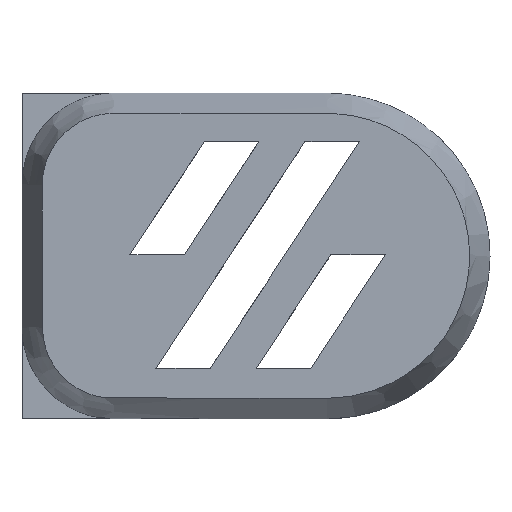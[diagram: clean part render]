
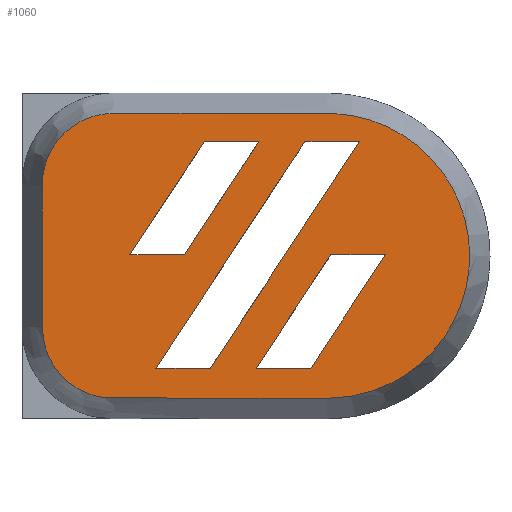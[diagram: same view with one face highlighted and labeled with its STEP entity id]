
A CAD part, top view. The second image highlights one B-rep face of the part: STEP entity #1060.
In plain terms, the highlighted planar face has unit normal (0, 0, 1).
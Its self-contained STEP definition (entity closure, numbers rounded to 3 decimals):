
#20=FACE_BOUND('',#152,.T.);
#21=FACE_BOUND('',#153,.T.);
#22=FACE_BOUND('',#154,.T.);
#54=PLANE('',#1136);
#94=FACE_OUTER_BOUND('',#151,.T.);
#151=EDGE_LOOP('',(#771));
#152=EDGE_LOOP('',(#772,#773,#774,#775));
#153=EDGE_LOOP('',(#776,#777,#778,#779));
#154=EDGE_LOOP('',(#780,#781,#782,#783));
#208=B_SPLINE_CURVE_WITH_KNOTS('',3,(#1656,#1657,#1658,#1659,#1660,#1661,
#1662,#1663,#1664,#1665,#1666,#1667,#1668,#1669,#1670,#1671,#1672,#1673,
#1674,#1675,#1676,#1677,#1678,#1679,#1680,#1681,#1682,#1683,#1684,#1685),
 .UNSPECIFIED.,.T.,.F.,(4,1,1,1,1,1,1,1,2,1,2,1,1,1,2,1,2,1,1,1,1,2,4),
(0.,0.046,0.092,0.138,0.184,
0.229,0.275,0.321,0.367,
0.449,0.531,0.556,0.58,
0.604,0.629,0.684,0.738,
0.763,0.775,0.787,0.811,
0.836,1.),.UNSPECIFIED.);
#284=LINE('',#1798,#374);
#285=LINE('',#1800,#375);
#286=LINE('',#1802,#376);
#287=LINE('',#1803,#377);
#288=LINE('',#1806,#378);
#289=LINE('',#1808,#379);
#290=LINE('',#1810,#380);
#291=LINE('',#1811,#381);
#292=LINE('',#1814,#382);
#293=LINE('',#1816,#383);
#294=LINE('',#1818,#384);
#295=LINE('',#1819,#385);
#374=VECTOR('',#1217,10.);
#375=VECTOR('',#1218,10.);
#376=VECTOR('',#1219,10.);
#377=VECTOR('',#1220,10.);
#378=VECTOR('',#1221,10.);
#379=VECTOR('',#1222,10.);
#380=VECTOR('',#1223,10.);
#381=VECTOR('',#1224,10.);
#382=VECTOR('',#1225,10.);
#383=VECTOR('',#1226,10.);
#384=VECTOR('',#1227,10.);
#385=VECTOR('',#1228,10.);
#463=VERTEX_POINT('',#1655);
#467=VERTEX_POINT('',#1796);
#468=VERTEX_POINT('',#1797);
#469=VERTEX_POINT('',#1799);
#470=VERTEX_POINT('',#1801);
#471=VERTEX_POINT('',#1804);
#472=VERTEX_POINT('',#1805);
#473=VERTEX_POINT('',#1807);
#474=VERTEX_POINT('',#1809);
#475=VERTEX_POINT('',#1812);
#476=VERTEX_POINT('',#1813);
#477=VERTEX_POINT('',#1815);
#478=VERTEX_POINT('',#1817);
#578=EDGE_CURVE('',#463,#463,#208,.T.);
#583=EDGE_CURVE('',#467,#468,#284,.T.);
#584=EDGE_CURVE('',#468,#469,#285,.T.);
#585=EDGE_CURVE('',#469,#470,#286,.T.);
#586=EDGE_CURVE('',#470,#467,#287,.T.);
#587=EDGE_CURVE('',#471,#472,#288,.T.);
#588=EDGE_CURVE('',#472,#473,#289,.T.);
#589=EDGE_CURVE('',#473,#474,#290,.T.);
#590=EDGE_CURVE('',#474,#471,#291,.T.);
#591=EDGE_CURVE('',#475,#476,#292,.T.);
#592=EDGE_CURVE('',#476,#477,#293,.T.);
#593=EDGE_CURVE('',#477,#478,#294,.T.);
#594=EDGE_CURVE('',#478,#475,#295,.T.);
#771=ORIENTED_EDGE('',*,*,#578,.T.);
#772=ORIENTED_EDGE('',*,*,#583,.T.);
#773=ORIENTED_EDGE('',*,*,#584,.T.);
#774=ORIENTED_EDGE('',*,*,#585,.T.);
#775=ORIENTED_EDGE('',*,*,#586,.T.);
#776=ORIENTED_EDGE('',*,*,#587,.T.);
#777=ORIENTED_EDGE('',*,*,#588,.T.);
#778=ORIENTED_EDGE('',*,*,#589,.T.);
#779=ORIENTED_EDGE('',*,*,#590,.T.);
#780=ORIENTED_EDGE('',*,*,#591,.T.);
#781=ORIENTED_EDGE('',*,*,#592,.T.);
#782=ORIENTED_EDGE('',*,*,#593,.T.);
#783=ORIENTED_EDGE('',*,*,#594,.T.);
#1060=ADVANCED_FACE('',(#94,#20,#21,#22),#54,.T.);
#1136=AXIS2_PLACEMENT_3D('',#1795,#1215,#1216);
#1215=DIRECTION('center_axis',(0.,0.,1.));
#1216=DIRECTION('ref_axis',(1.,0.,0.));
#1217=DIRECTION('',(-1.,0.,0.));
#1218=DIRECTION('',(0.549,0.836,0.));
#1219=DIRECTION('',(1.,0.,0.));
#1220=DIRECTION('',(-0.549,-0.836,0.));
#1221=DIRECTION('',(-0.549,-0.836,0.));
#1222=DIRECTION('',(-1.,0.,0.));
#1223=DIRECTION('',(0.549,0.836,0.));
#1224=DIRECTION('',(1.,0.,0.));
#1225=DIRECTION('',(0.549,0.836,0.));
#1226=DIRECTION('',(1.,0.,0.));
#1227=DIRECTION('',(-0.549,-0.836,0.));
#1228=DIRECTION('',(-1.,0.,0.));
#1655=CARTESIAN_POINT('',(30.,2.,5.4));
#1656=CARTESIAN_POINT('Ctrl Pts',(30.,2.,5.4));
#1657=CARTESIAN_POINT('Ctrl Pts',(31.833,2.,5.4));
#1658=CARTESIAN_POINT('Ctrl Pts',(35.497,2.729,5.4));
#1659=CARTESIAN_POINT('Ctrl Pts',(40.158,5.842,5.4));
#1660=CARTESIAN_POINT('Ctrl Pts',(43.271,10.503,5.4));
#1661=CARTESIAN_POINT('Ctrl Pts',(44.365,16.,5.4));
#1662=CARTESIAN_POINT('Ctrl Pts',(43.272,21.498,5.4));
#1663=CARTESIAN_POINT('Ctrl Pts',(40.157,26.157,5.4));
#1664=CARTESIAN_POINT('Ctrl Pts',(35.497,29.271,5.4));
#1665=CARTESIAN_POINT('Ctrl Pts',(31.832,30.,5.4));
#1666=CARTESIAN_POINT('Ctrl Pts',(26.723,30.,5.4));
#1667=CARTESIAN_POINT('Ctrl Pts',(19.304,30.,5.4));
#1668=CARTESIAN_POINT('Ctrl Pts',(12.081,30.,5.4));
#1669=CARTESIAN_POINT('Ctrl Pts',(8.084,30.,5.4));
#1670=CARTESIAN_POINT('Ctrl Pts',(6.251,29.636,5.4));
#1671=CARTESIAN_POINT('Ctrl Pts',(3.921,28.079,5.4));
#1672=CARTESIAN_POINT('Ctrl Pts',(2.364,25.749,5.4));
#1673=CARTESIAN_POINT('Ctrl Pts',(2.,23.916,5.4));
#1674=CARTESIAN_POINT('Ctrl Pts',(2.,20.946,5.4));
#1675=CARTESIAN_POINT('Ctrl Pts',(2.,16.,5.4));
#1676=CARTESIAN_POINT('Ctrl Pts',(2.,11.054,5.4));
#1677=CARTESIAN_POINT('Ctrl Pts',(2.,8.084,5.4));
#1678=CARTESIAN_POINT('Ctrl Pts',(2.273,6.71,5.4));
#1679=CARTESIAN_POINT('Ctrl Pts',(3.142,5.086,5.4));
#1680=CARTESIAN_POINT('Ctrl Pts',(4.31,3.662,5.4));
#1681=CARTESIAN_POINT('Ctrl Pts',(6.252,2.365,5.4));
#1682=CARTESIAN_POINT('Ctrl Pts',(8.084,2.,5.4));
#1683=CARTESIAN_POINT('Ctrl Pts',(15.163,2.,5.4));
#1684=CARTESIAN_POINT('Ctrl Pts',(23.445,2.,5.4));
#1685=CARTESIAN_POINT('Ctrl Pts',(30.,2.,5.4));
#1795=CARTESIAN_POINT('Origin',(22.502,14.69,5.4));
#1796=CARTESIAN_POINT('',(18.51,4.946,5.4));
#1797=CARTESIAN_POINT('',(13.153,4.946,5.4));
#1798=CARTESIAN_POINT('',(20.506,4.946,5.4));
#1799=CARTESIAN_POINT('',(27.81,27.244,5.4));
#1800=CARTESIAN_POINT('',(16.799,10.493,5.4));
#1801=CARTESIAN_POINT('',(33.166,27.244,5.4));
#1802=CARTESIAN_POINT('',(25.156,27.244,5.4));
#1803=CARTESIAN_POINT('',(28.676,20.413,5.4));
#1804=CARTESIAN_POINT('',(23.292,27.244,5.4));
#1805=CARTESIAN_POINT('',(15.965,16.096,5.4));
#1806=CARTESIAN_POINT('',(20.292,22.679,5.4));
#1807=CARTESIAN_POINT('',(10.608,16.096,5.4));
#1808=CARTESIAN_POINT('',(19.234,16.096,5.4));
#1809=CARTESIAN_POINT('',(17.935,27.244,5.4));
#1810=CARTESIAN_POINT('',(12.079,18.335,5.4));
#1811=CARTESIAN_POINT('',(20.219,27.244,5.4));
#1812=CARTESIAN_POINT('',(23.024,4.962,5.4));
#1813=CARTESIAN_POINT('',(30.353,16.109,5.4));
#1814=CARTESIAN_POINT('',(25.178,8.238,5.4));
#1815=CARTESIAN_POINT('',(35.71,16.109,5.4));
#1816=CARTESIAN_POINT('',(26.428,16.109,5.4));
#1817=CARTESIAN_POINT('',(28.382,4.962,5.4));
#1818=CARTESIAN_POINT('',(33.392,12.582,5.4));
#1819=CARTESIAN_POINT('',(25.442,4.962,5.4));
